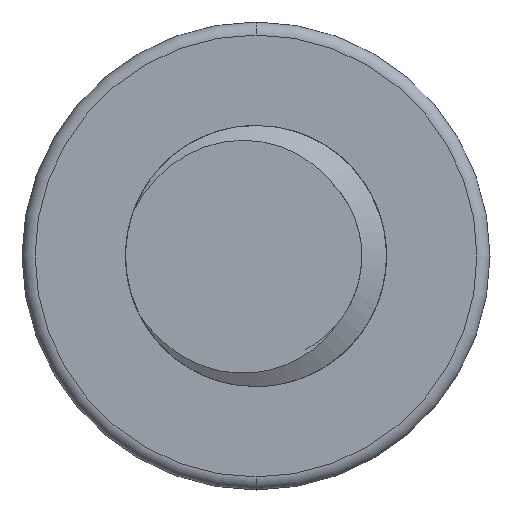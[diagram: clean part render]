
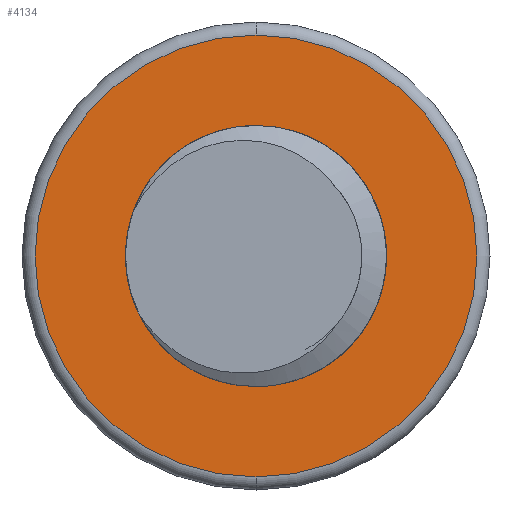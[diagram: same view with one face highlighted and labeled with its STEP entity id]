
A CAD part, front view. The second image highlights one B-rep face of the part: STEP entity #4134.
In plain terms, the highlighted planar face has unit normal (0, -1, 0).
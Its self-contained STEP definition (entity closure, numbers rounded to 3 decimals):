
#344 = DIRECTION ( 'NONE',  ( 0., 0., -1. ) ) ;
#357 = DIRECTION ( 'NONE',  ( 0., -1., 0. ) ) ;
#418 = CARTESIAN_POINT ( 'NONE',  ( 0., 8., 0. ) ) ;
#582 = DIRECTION ( 'NONE',  ( 0., 0., 1. ) ) ;
#669 = EDGE_LOOP ( 'NONE', ( #1780, #2522 ) ) ;
#677 = VERTEX_POINT ( 'NONE', #1980 ) ;
#701 = VERTEX_POINT ( 'NONE', #2163 ) ;
#811 = CARTESIAN_POINT ( 'NONE',  ( 1.986, 8., 0.239 ) ) ;
#1058 = DIRECTION ( 'NONE',  ( 0., 1., 0. ) ) ;
#1149 = FACE_BOUND ( 'NONE', #5164, .T. ) ;
#1186 = DIRECTION ( 'NONE',  ( 0., -1., 0. ) ) ;
#1385 = ORIENTED_EDGE ( 'NONE', *, *, #2276, .T. ) ;
#1399 = AXIS2_PLACEMENT_3D ( 'NONE', #3612, #357, #4348 ) ;
#1731 = CIRCLE ( 'NONE', #2404, 3.386 ) ;
#1780 = ORIENTED_EDGE ( 'NONE', *, *, #4769, .T. ) ;
#1924 = DIRECTION ( 'NONE',  ( 0., -1., 0. ) ) ;
#1980 = CARTESIAN_POINT ( 'NONE',  ( 0., 8., 3.386 ) ) ;
#1986 = FACE_OUTER_BOUND ( 'NONE', #669, .T. ) ;
#2076 = EDGE_CURVE ( 'NONE', #701, #4586, #2130, .T. ) ;
#2130 = CIRCLE ( 'NONE', #3805, 2. ) ;
#2163 = CARTESIAN_POINT ( 'NONE',  ( 1.247, 8., 1.564 ) ) ;
#2166 = CARTESIAN_POINT ( 'NONE',  ( 0., 8., 0. ) ) ;
#2276 = EDGE_CURVE ( 'NONE', #4586, #701, #3216, .T. ) ;
#2283 = ORIENTED_EDGE ( 'NONE', *, *, #2076, .T. ) ;
#2404 = AXIS2_PLACEMENT_3D ( 'NONE', #418, #1924, #3548 ) ;
#2522 = ORIENTED_EDGE ( 'NONE', *, *, #3553, .T. ) ;
#2593 = CARTESIAN_POINT ( 'NONE',  ( 0., 8., 0. ) ) ;
#2825 = CIRCLE ( 'NONE', #4252, 3.386 ) ;
#3054 = AXIS2_PLACEMENT_3D ( 'NONE', #2593, #1058, #582 ) ;
#3216 = CIRCLE ( 'NONE', #3054, 2. ) ;
#3287 = DIRECTION ( 'NONE',  ( 0., 1., 0. ) ) ;
#3480 = CARTESIAN_POINT ( 'NONE',  ( 0., 8., -3.386 ) ) ;
#3548 = DIRECTION ( 'NONE',  ( 0., 0., -1. ) ) ;
#3553 = EDGE_CURVE ( 'NONE', #677, #4400, #2825, .T. ) ;
#3612 = CARTESIAN_POINT ( 'NONE',  ( 0., 8., 0. ) ) ;
#3764 = DIRECTION ( 'NONE',  ( 0., 0., 1. ) ) ;
#3805 = AXIS2_PLACEMENT_3D ( 'NONE', #2166, #3287, #3764 ) ;
#4134 = ADVANCED_FACE ( 'NONE', ( #1986, #1149 ), #4424, .T. ) ;
#4252 = AXIS2_PLACEMENT_3D ( 'NONE', #4726, #1186, #344 ) ;
#4348 = DIRECTION ( 'NONE',  ( 0., 0., -1. ) ) ;
#4400 = VERTEX_POINT ( 'NONE', #3480 ) ;
#4424 = PLANE ( 'NONE',  #1399 ) ;
#4586 = VERTEX_POINT ( 'NONE', #811 ) ;
#4726 = CARTESIAN_POINT ( 'NONE',  ( 0., 8., 0. ) ) ;
#4769 = EDGE_CURVE ( 'NONE', #4400, #677, #1731, .T. ) ;
#5164 = EDGE_LOOP ( 'NONE', ( #2283, #1385 ) ) ;
